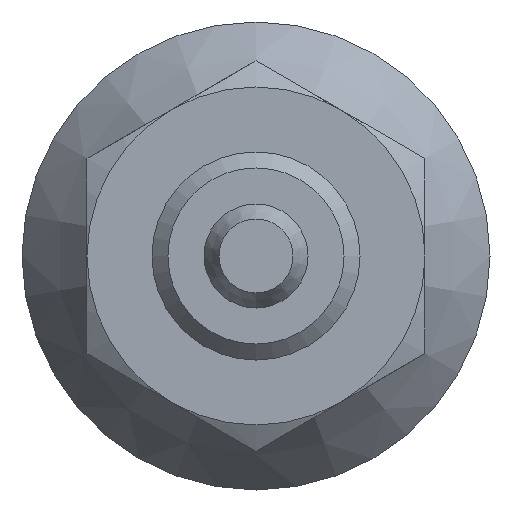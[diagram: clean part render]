
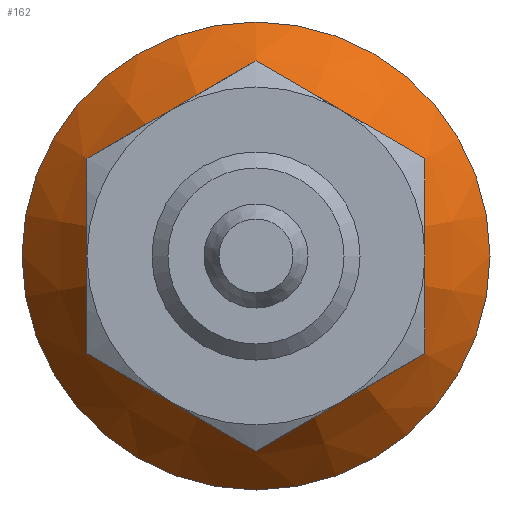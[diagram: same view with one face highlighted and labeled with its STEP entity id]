
A CAD part, front view. The second image highlights one B-rep face of the part: STEP entity #162.
In plain terms, the highlighted conical face has half-angle 36 degrees and reference radius 9 mm.
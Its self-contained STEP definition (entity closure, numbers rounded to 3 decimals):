
#162 = ADVANCED_FACE( '', ( #336, #337 ), #338, .T. );
#336 = FACE_BOUND( '', #504, .T. );
#337 = FACE_OUTER_BOUND( '', #505, .T. );
#338 = CONICAL_SURFACE( '', #506, 9., 0.628 );
#504 = EDGE_LOOP( '', ( #862 ) );
#505 = EDGE_LOOP( '', ( #863 ) );
#506 = AXIS2_PLACEMENT_3D( '', #864, #865, #866 );
#862 = ORIENTED_EDGE( '', *, *, #960, .F. );
#863 = ORIENTED_EDGE( '', *, *, #990, .T. );
#864 = CARTESIAN_POINT( '', ( 0., 12., 0. ) );
#865 = DIRECTION( '', ( 0., 1., 0. ) );
#866 = DIRECTION( '', ( 0., 0., 1. ) );
#960 = EDGE_CURVE( '', #1141, #1141, #1142, .T. );
#990 = EDGE_CURVE( '', #1180, #1180, #1181, .T. );
#1141 = VERTEX_POINT( '', #1479 );
#1142 = CIRCLE( '', #1480, 5. );
#1180 = VERTEX_POINT( '', #1564 );
#1181 = CIRCLE( '', #1565, 9. );
#1479 = CARTESIAN_POINT( '', ( 0., 6.494, -5. ) );
#1480 = AXIS2_PLACEMENT_3D( '', #1685, #1686, #1687 );
#1564 = CARTESIAN_POINT( '', ( 0., 12., -9. ) );
#1565 = AXIS2_PLACEMENT_3D( '', #1714, #1715, #1716 );
#1685 = CARTESIAN_POINT( '', ( 0., 6.494, 0. ) );
#1686 = DIRECTION( '', ( 0., -1., 0. ) );
#1687 = DIRECTION( '', ( 0., 0., -1. ) );
#1714 = CARTESIAN_POINT( '', ( 0., 12., 0. ) );
#1715 = DIRECTION( '', ( 0., -1., 0. ) );
#1716 = DIRECTION( '', ( 0., 0., -1. ) );
